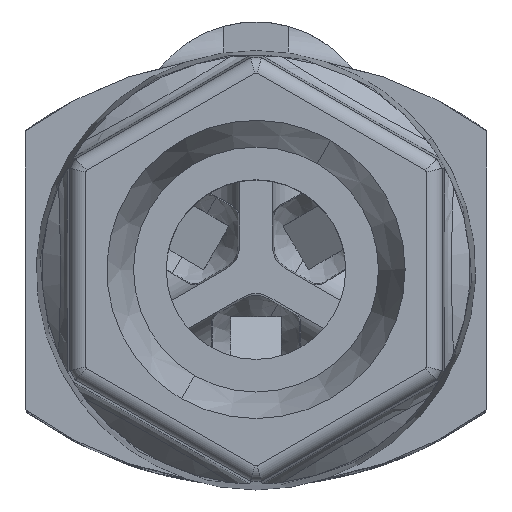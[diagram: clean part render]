
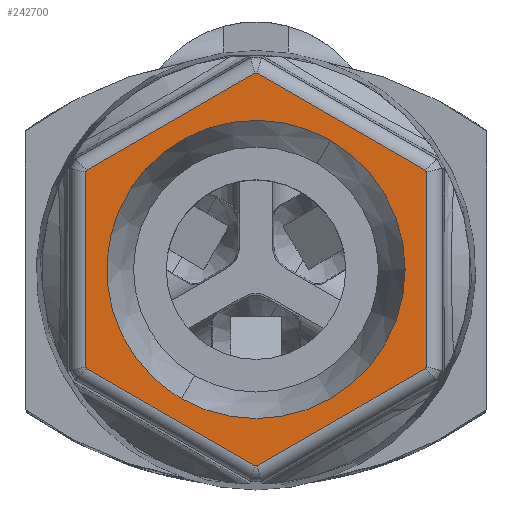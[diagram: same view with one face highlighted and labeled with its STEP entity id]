
A CAD part, top view. The second image highlights one B-rep face of the part: STEP entity #242700.
In plain terms, the highlighted face is planar.
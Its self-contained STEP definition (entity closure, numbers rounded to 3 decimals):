
#233070=CARTESIAN_POINT('',(-67.072,-28.192,
-160.065));
#233080=VERTEX_POINT('',#233070);
#233110=CARTESIAN_POINT('',(-67.072,-28.255,
-148.816));
#233120=DIRECTION('',(1.,0.,0.));
#233130=DIRECTION('',(0.,0.5,
-0.866));
#233140=AXIS2_PLACEMENT_3D('',#233110,#233120,#233130);
#233150=CIRCLE('',#233140,11.25);
#233160=CARTESIAN_POINT('',(-67.072,-28.318,
-160.065));
#233170=VERTEX_POINT('',#233160);
#233180=EDGE_CURVE('',#233170,#233080,#233150,.T.);
#234550=CARTESIAN_POINT('',(-67.072,-37.965,
-154.495));
#234560=VERTEX_POINT('',#234550);
#234660=CARTESIAN_POINT('',(-67.072,-38.029,
-154.459));
#234670=DIRECTION('',(0.,-0.866,
0.5));
#234680=VECTOR('',#234670,1.);
#234690=LINE('',#234660,#234680);
#234700=EDGE_CURVE('',#233170,#234560,#234690,.T.);
#235380=CARTESIAN_POINT('',(-67.072,-38.029,
-154.386));
#235390=VERTEX_POINT('',#235380);
#235500=CARTESIAN_POINT('',(-67.072,-28.255,
-148.816));
#235510=DIRECTION('',(1.,0.,0.));
#235520=DIRECTION('',(0.,0.5,
-0.866));
#235530=AXIS2_PLACEMENT_3D('',#235500,#235510,#235520);
#235540=CIRCLE('',#235530,11.25);
#235550=EDGE_CURVE('',#235390,#234560,#235540,.T.);
#235680=CARTESIAN_POINT('',(-67.072,-38.029,
-154.459));
#235690=DIRECTION('',(0.,0.,1.));
#235700=VECTOR('',#235690,1.);
#235710=LINE('',#235680,#235700);
#235720=CARTESIAN_POINT('',(-67.072,-38.029,
-143.246));
#235730=VERTEX_POINT('',#235720);
#235740=EDGE_CURVE('',#235390,#235730,#235710,.T.);
#236460=CARTESIAN_POINT('',(-67.072,-28.255,
-148.816));
#236470=DIRECTION('',(1.,0.,0.));
#236480=DIRECTION('',(0.,0.5,
-0.866));
#236490=AXIS2_PLACEMENT_3D('',#236460,#236470,#236480);
#236500=CIRCLE('',#236490,11.25);
#236510=CARTESIAN_POINT('',(-67.072,-37.965,
-143.136));
#236520=VERTEX_POINT('',#236510);
#236530=EDGE_CURVE('',#236520,#235730,#236500,.T.);
#237330=CARTESIAN_POINT('',(-67.072,-33.142,
-140.351));
#237340=DIRECTION('',(0.,0.866,
0.5));
#237350=VECTOR('',#237340,1.);
#237360=LINE('',#237330,#237350);
#237370=CARTESIAN_POINT('',(-67.072,-28.318,
-137.566));
#237380=VERTEX_POINT('',#237370);
#237390=EDGE_CURVE('',#236520,#237380,#237360,.T.);
#238160=CARTESIAN_POINT('',(-67.072,-28.255,
-148.816));
#238170=DIRECTION('',(1.,0.,0.));
#238180=DIRECTION('',(0.,0.5,
-0.866));
#238190=AXIS2_PLACEMENT_3D('',#238160,#238170,#238180);
#238200=CIRCLE('',#238190,11.25);
#238210=CARTESIAN_POINT('',(-67.072,-28.192,
-137.566));
#238220=VERTEX_POINT('',#238210);
#238230=EDGE_CURVE('',#238220,#237380,#238200,.T.);
#238950=CARTESIAN_POINT('',(-67.072,-18.481,
-143.173));
#238960=DIRECTION('',(0.,-0.866,
0.5));
#238970=VECTOR('',#238960,1.);
#238980=LINE('',#238950,#238970);
#238990=CARTESIAN_POINT('',(-67.072,-18.544,
-143.136));
#239000=VERTEX_POINT('',#238990);
#239010=EDGE_CURVE('',#239000,#238220,#238980,.T.);
#239780=CARTESIAN_POINT('',(-67.072,-28.255,
-148.816));
#239790=DIRECTION('',(1.,0.,0.));
#239800=DIRECTION('',(0.,0.5,
-0.866));
#239810=AXIS2_PLACEMENT_3D('',#239780,#239790,#239800);
#239820=CIRCLE('',#239810,11.25);
#239830=CARTESIAN_POINT('',(-67.072,-18.481,
-143.246));
#239840=VERTEX_POINT('',#239830);
#239850=EDGE_CURVE('',#239840,#239000,#239820,.T.);
#241120=CARTESIAN_POINT('',(-67.072,-18.481,
-154.386));
#241130=VERTEX_POINT('',#241120);
#241230=CARTESIAN_POINT('',(-67.072,-18.481,
-143.173));
#241240=DIRECTION('',(0.,0.,-1.));
#241250=VECTOR('',#241240,1.);
#241260=LINE('',#241230,#241250);
#241270=EDGE_CURVE('',#239840,#241130,#241260,.T.);
#241400=CARTESIAN_POINT('',(-67.072,-28.255,
-148.816));
#241410=DIRECTION('',(1.,0.,0.));
#241420=DIRECTION('',(0.,0.5,
-0.866));
#241430=AXIS2_PLACEMENT_3D('',#241400,#241410,#241420);
#241440=CIRCLE('',#241430,11.25);
#241450=CARTESIAN_POINT('',(-67.072,-18.544,
-154.495));
#241460=VERTEX_POINT('',#241450);
#241470=EDGE_CURVE('',#241460,#241130,#241440,.T.);
#242160=CARTESIAN_POINT('',(-67.072,-23.368,
-157.28));
#242170=DIRECTION('',(0.,-0.866,
-0.5));
#242180=VECTOR('',#242170,1.);
#242190=LINE('',#242160,#242180);
#242200=EDGE_CURVE('',#241460,#233080,#242190,.T.);
#242320=CARTESIAN_POINT('',(-67.072,-36.257,
-143.987));
#242330=DIRECTION('',(-1.,0.,0.));
#242340=DIRECTION('',(0.,0.5,
0.866));
#242350=AXIS2_PLACEMENT_3D('',#242320,#242330,#242340);
#242360=PLANE('',#242350);
#242370=CARTESIAN_POINT('',(-67.072,-28.255,
-148.816));
#242380=DIRECTION('',(-1.,0.,0.));
#242390=DIRECTION('',(0.,-0.5,
0.866));
#242400=AXIS2_PLACEMENT_3D('',#242370,#242380,#242390);
#242410=CIRCLE('',#242400,8.552);
#242420=CARTESIAN_POINT('',(-67.072,-22.208,
-154.863));
#242430=VERTEX_POINT('',#242420);
#242440=CARTESIAN_POINT('',(-67.072,-23.979,
-156.222));
#242450=VERTEX_POINT('',#242440);
#242460=EDGE_CURVE('',#242430,#242450,#242410,.T.);
#242470=ORIENTED_EDGE('',*,*,#242460,.F.);
#242480=CARTESIAN_POINT('',(-67.072,-32.531,
-141.41));
#242490=VERTEX_POINT('',#242480);
#242500=EDGE_CURVE('',#242450,#242490,#242410,.T.);
#242510=ORIENTED_EDGE('',*,*,#242500,.F.);
#242520=EDGE_CURVE('',#242490,#242430,#242410,.T.);
#242530=ORIENTED_EDGE('',*,*,#242520,.F.);
#242540=EDGE_LOOP('',(#242530,#242510,#242470));
#242550=FACE_BOUND('',#242540,.T.);
#242560=ORIENTED_EDGE('',*,*,#241470,.F.);
#242570=ORIENTED_EDGE('',*,*,#241270,.T.);
#242580=ORIENTED_EDGE('',*,*,#239850,.F.);
#242590=ORIENTED_EDGE('',*,*,#239010,.F.);
#242600=ORIENTED_EDGE('',*,*,#238230,.F.);
#242610=ORIENTED_EDGE('',*,*,#237390,.T.);
#242620=ORIENTED_EDGE('',*,*,#236530,.F.);
#242630=ORIENTED_EDGE('',*,*,#235740,.T.);
#242640=ORIENTED_EDGE('',*,*,#235550,.F.);
#242650=ORIENTED_EDGE('',*,*,#234700,.T.);
#242660=ORIENTED_EDGE('',*,*,#233180,.F.);
#242670=ORIENTED_EDGE('',*,*,#242200,.T.);
#242680=EDGE_LOOP('',(#242670,#242660,#242650,#242640,#242630,#242620,
#242610,#242600,#242590,#242580,#242570,#242560));
#242690=FACE_OUTER_BOUND('',#242680,.T.);
#242700=ADVANCED_FACE('',(#242550,#242690),#242360,.T.);
